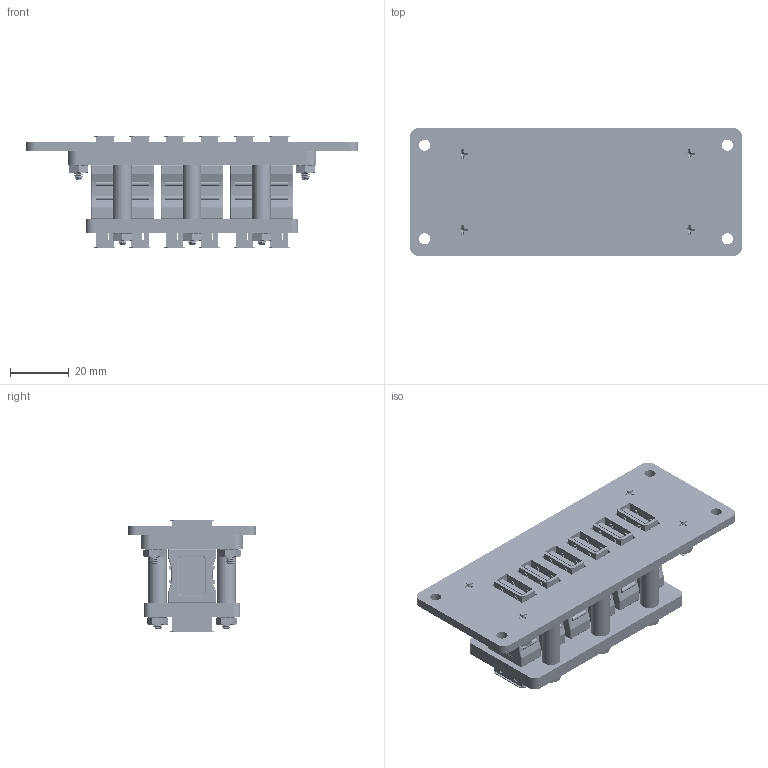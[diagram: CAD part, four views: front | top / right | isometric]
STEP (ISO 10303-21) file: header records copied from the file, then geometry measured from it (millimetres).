
FILE_DESCRIPTION (( 'STEP AP203' ), '1' );
FILE_NAME ('P-P22#6-F1RX_3D.STEP', '2021-05-27T15:21:01', ( '' ), ( '' ), 'SwSTEP 2.0', 'SolidWorks 2019', '' );
FILE_SCHEMA (( 'CONFIG_CONTROL_DESIGN' ));
Length unit declared in the file: millimetre
Products named in the file (15): P22; P-P22#6-F1RX_BP180_1; Z-000-44011_4FH_90273A117; P-P22#6-F1RX_TP180_1; P-P22#6-F1RX_3D; Z-002-4401_4HN_90675A005; 4-40 half inch flathead _90273A110; P-P22#6-F1RX_FP120_1; Z-001-SPR_3_4; Z-300-USB-A-FF
Assembly tree (41 placements, depth 3):
  P-P22#6-F1RX_3D
    P-P22#6-F1RX_BP180_1
    P-P22#6-F1RX_TP180_1
    P22
      Z-300-USB-A-FF
    P22
      Z-300-USB-A-FF
    P22
      Z-300-USB-A-FF
    P22
      Z-300-USB-A-FF
    P22
      Z-300-USB-A-FF
    P22
      Z-300-USB-A-FF
    Z-000-44011_4FH_90273A117  x6
    Z-001-SPR_3_4  x6
    Z-002-4401_4HN_90675A005  x10
    P-P22#6-F1RX_FP120_1
    4-40 half inch flathead _90273A110  x4
Bounding box: 113.03 x 43.69 x 38.3 mm (x, y, z)
Volume: 55301 mm3; surface area: 52619.9 mm2
Topology: 35 solids, 35 shells, 5022 faces, 14190 edges, 9260 vertices
Faces by surface type: plane 2236, cylinder 1890, cone 410, bspline 366, sphere 96, torus 24
Entity records: 40524 total; most frequent: CARTESIAN_POINT 15646, ORIENTED_EDGE 5408, DIRECTION 3794, EDGE_CURVE 2704, VERTEX_POINT 1784, LINE 1604, VECTOR 1604, AXIS2_PLACEMENT_3D 1095
